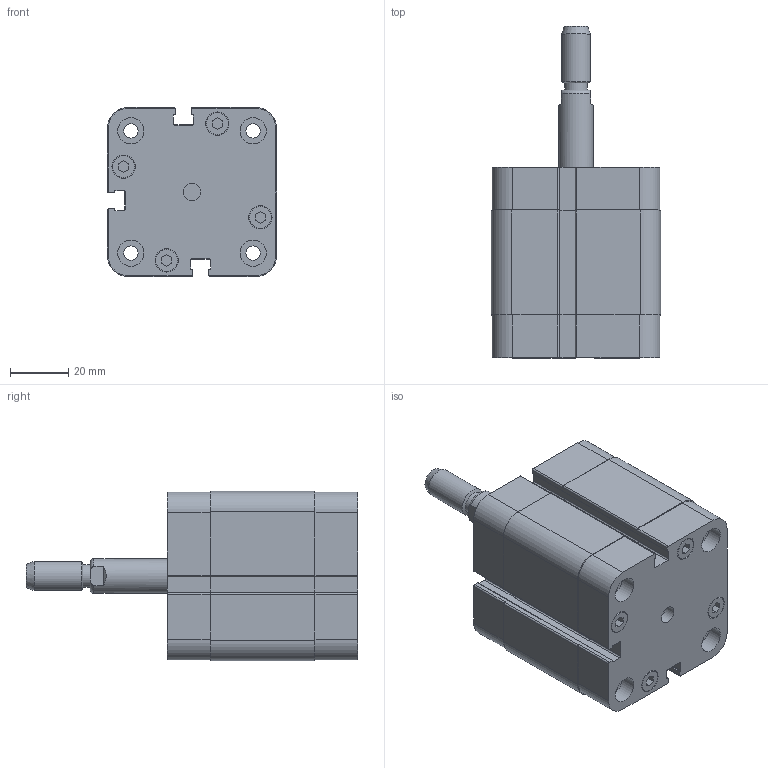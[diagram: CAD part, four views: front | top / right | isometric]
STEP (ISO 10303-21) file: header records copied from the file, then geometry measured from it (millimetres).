
FILE_DESCRIPTION((''),'2;1');
FILE_NAME('ASEM040.020.GS.M.stp','2011-09-01T15:57:55',('Administrator'),(''),'Autodesk Inventor 2012','Autodesk Inventor 2012','');
FILE_SCHEMA(('AUTOMOTIVE_DESIGN { 1 0 10303 214 1 1 1 1 }'));
Length unit declared in the file: millimetre
Products named in the file (1): ASEM040.020.GS.M
Bounding box: 58.1 x 114 x 58.1 mm (x, y, z)
Volume: 205346 mm3; surface area: 32016 mm2
Topology: 1 solids, 1 shells, 250 faces, 627 edges, 417 vertices
Faces by surface type: plane 152, cylinder 95, cone 2, torus 1
Full cylindrical faces by diameter (mm): 4.917 x4, 6 x1, 7.5 x8, 7.9 x1, 8 x8, 8.566 x2, 9 x8, 10 x1, 12 x1, 13.6 x1
Entity records: 7631 total; most frequent: CARTESIAN_POINT 1295, DIRECTION 1282, ORIENTED_EDGE 1174, EDGE_CURVE 587, AXIS2_PLACEMENT_3D 446, VERTEX_POINT 415, VECTOR 390, LINE 390
